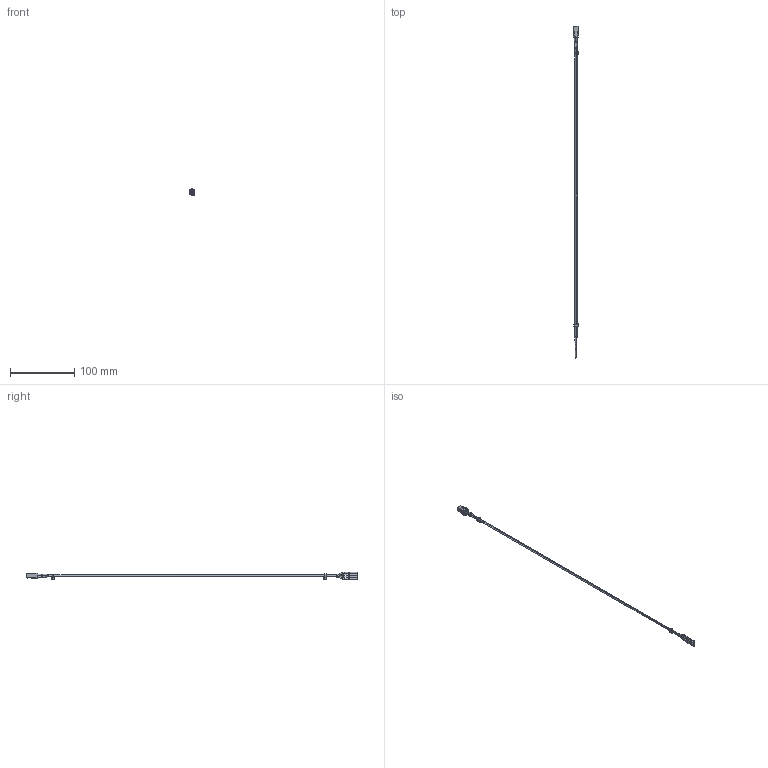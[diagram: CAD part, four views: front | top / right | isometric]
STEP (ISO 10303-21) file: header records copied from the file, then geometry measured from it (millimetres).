
FILE_DESCRIPTION(/* description */ (''),/* implementation_level */ '2;1');
FILE_NAME(/* name */ 'ECM302204RW.stp',/* time_stamp */ '2025-10-21T13:49:21-05:00',/* author */ ('mroman'),/* organization */ (''),/* preprocessor_version */ 'ST-DEVELOPER v18.1',/* originating_system */ 'Autodesk Inventor 2022',/* authorisation */ '');
FILE_SCHEMA (('AUTOMOTIVE_DESIGN { 1 0 10303 214 3 1 1 }'));
Products named in the file (1): ECM302204RW
Bounding box: 9.01 x 517.2 x 11.84 mm (x, y, z)
Volume: 4614.4 mm3; surface area: 12139 mm2
Topology: 5 solids, 5 shells, 1069 faces, 2955 edges, 1826 vertices
Faces by surface type: plane 557, cylinder 308, bspline 92, torus 60, sphere 32, cone 20
Full cylindrical faces by diameter (mm): 0.762 x4, 1.575 x24
Entity records: 47882 total; most frequent: CARTESIAN_POINT 21051, ORIENTED_EDGE 5862, DIRECTION 5305, EDGE_CURVE 2931, VERTEX_POINT 1826, LINE 1785, VECTOR 1785, AXIS2_PLACEMENT_3D 1760
